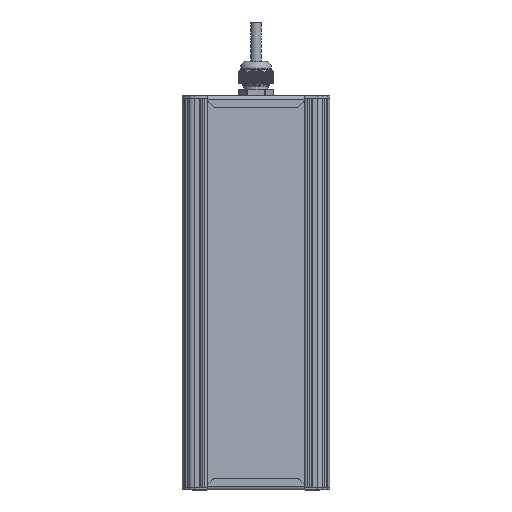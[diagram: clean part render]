
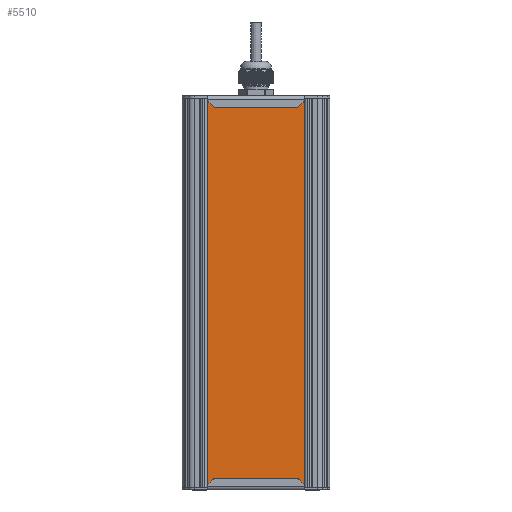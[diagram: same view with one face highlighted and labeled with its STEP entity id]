
A CAD part, front view. The second image highlights one B-rep face of the part: STEP entity #5510.
In plain terms, the highlighted face is planar.
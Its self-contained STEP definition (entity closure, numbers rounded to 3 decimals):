
#5510=ADVANCED_FACE('',(#12811),#12813,.T.);
#12811=FACE_BOUND('',#12812,.T.);
#12812=EDGE_LOOP('',(#41736,#41737,#41738,#41739));
#12813=PLANE('',#12814);
#12814=AXIS2_PLACEMENT_3D('',#12815,#12816,#12817);
#12815=CARTESIAN_POINT('',(120.465,593.492,117.308));
#12816=DIRECTION('',(0.,0.,-1.));
#12817=DIRECTION('',(0.,1.,0.));
#41736=ORIENTED_EDGE('',*,*,#49730,.T.);
#41737=ORIENTED_EDGE('',*,*,#49729,.T.);
#41738=ORIENTED_EDGE('',*,*,#49731,.F.);
#41739=ORIENTED_EDGE('',*,*,#49732,.F.);
#49729=EDGE_CURVE('',#56054,#56059,#56061,.T.);
#49730=EDGE_CURVE('',#56062,#56054,#56063,.T.);
#49731=EDGE_CURVE('',#56064,#56059,#56065,.T.);
#49732=EDGE_CURVE('',#56062,#56064,#56066,.T.);
#56054=VERTEX_POINT('',#76054);
#56059=VERTEX_POINT('',#76063);
#56061=LINE('',#76067,#76068);
#56062=VERTEX_POINT('',#76070);
#56063=LINE('',#76071,#76072);
#56064=VERTEX_POINT('',#76074);
#56065=LINE('',#76075,#76076);
#56066=LINE('',#76078,#76079);
#76054=CARTESIAN_POINT('',(120.465,679.838,117.308));
#76063=CARTESIAN_POINT('',(416.465,679.838,117.308));
#76067=CARTESIAN_POINT('',(120.465,679.838,117.308));
#76068=VECTOR('',#76069,1.);
#76069=DIRECTION('',(1.,0.,0.));
#76070=CARTESIAN_POINT('',(120.465,593.492,117.308));
#76071=CARTESIAN_POINT('',(120.465,593.492,117.308));
#76072=VECTOR('',#76073,1.);
#76073=DIRECTION('',(0.,1.,0.));
#76074=CARTESIAN_POINT('',(416.465,593.492,117.308));
#76075=CARTESIAN_POINT('',(416.465,593.492,117.308));
#76076=VECTOR('',#76077,1.);
#76077=DIRECTION('',(0.,1.,0.));
#76078=CARTESIAN_POINT('',(120.465,593.492,117.308));
#76079=VECTOR('',#76080,1.);
#76080=DIRECTION('',(1.,0.,0.));
